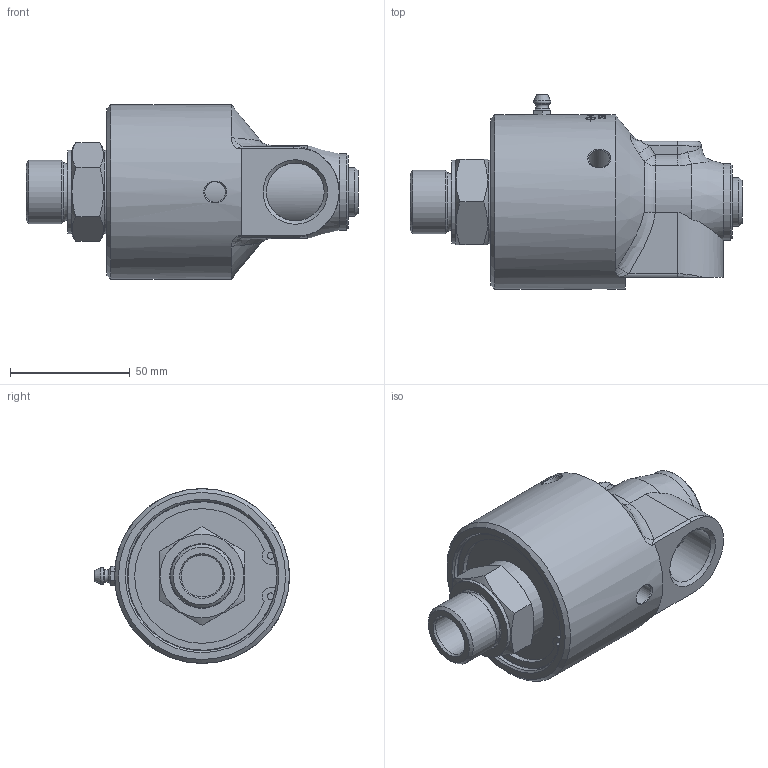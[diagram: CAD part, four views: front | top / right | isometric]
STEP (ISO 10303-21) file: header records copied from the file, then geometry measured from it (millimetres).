
FILE_DESCRIPTION(/* description */ (''),/* implementation_level */ '2;1');
FILE_NAME(/* name */ '257-130-285-IC.stp',/* time_stamp */ '2020-06-05T08:01:48-05:00',/* author */ ('GALINDOLM'),/* organization */ (''),/* preprocessor_version */ 'ST-DEVELOPER v18',/* originating_system */ 'Autodesk Inventor 2020',/* authorisation */ '');
FILE_SCHEMA (('AUTOMOTIVE_DESIGN { 1 0 10303 214 3 1 1 }'));
Length unit declared in the file: millimetre
Products named in the file (1): 257-130-285-IC
Bounding box: 138.72 x 81.38 x 73 mm (x, y, z)
Volume: 311663.5 mm3; surface area: 37684.6 mm2
Topology: 1 solids, 2 shells, 445 faces, 1188 edges, 789 vertices
Faces by surface type: bspline 224, plane 121, cylinder 64, cone 28, torus 6, sphere 2
Full cylindrical faces by diameter (mm): 2.794 x2, 5.359 x1, 8.6 x3, 17.5 x1, 24.117 x1, 26.441 x1, 27 x1, 32 x1, 34.9 x1, 35 x1, 62.5 x1, 73 x1
Entity records: 22197 total; most frequent: CARTESIAN_POINT 12248, ORIENTED_EDGE 2376, DIRECTION 1399, EDGE_CURVE 1188, VERTEX_POINT 789, AXIS2_PLACEMENT_3D 493, EDGE_LOOP 487, B_SPLINE_CURVE_WITH_KNOTS 486
